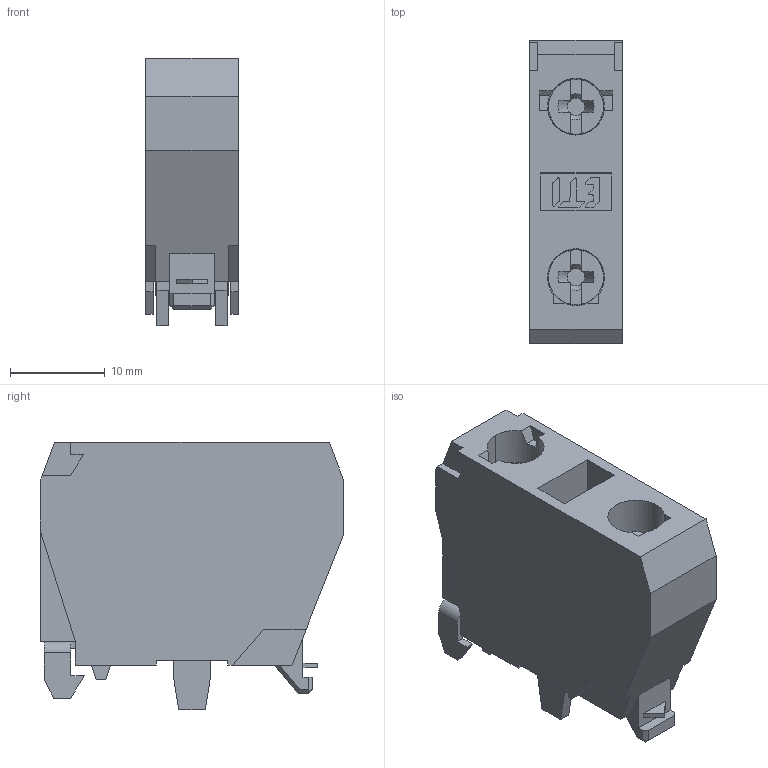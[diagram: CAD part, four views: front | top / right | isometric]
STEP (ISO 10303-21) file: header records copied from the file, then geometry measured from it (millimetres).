
FILE_DESCRIPTION((''),'2;1');
FILE_NAME('004661827_FLBS_PS01_ASM','2021-10-01T',('marketing.praksa'),('Audax d.o.o.'),'CREO PARAMETRIC BY PTC INC, 2017480','CREO PARAMETRIC BY PTC INC, 2017480','');
FILE_SCHEMA(('AUTOMOTIVE_DESIGN { 1 0 10303 214 1 1 1 1 }'));
Length unit declared in the file: inch
Products named in the file (11): PRT9562_1_1_1_1_2_3; VJIAK_1_1_1_1_1; VJIAK_1_2_1_1_1; VJIAK_1_ASM_1_ASM_1_1_ASM; ZELEN_1_1_1_1; BODY_1_1_1_1; PRT9562_1_1_2_1_1_1; PRT9562_1_1_2_2_1_1; PRT9562_1_1_2_3_1_1; PRT9562_1_1_2_ASM_1_1_ASM; 004661827_FLBS_PS01_ASM
Assembly tree (10 placements, depth 3):
  004661827_FLBS_PS01_ASM
    PRT9562_1_1_1_1_2_3
    VJIAK_1_ASM_1_ASM_1_1_ASM
      VJIAK_1_1_1_1_1
      VJIAK_1_2_1_1_1
    ZELEN_1_1_1_1
    BODY_1_1_1_1
    PRT9562_1_1_2_ASM_1_1_ASM
      PRT9562_1_1_2_1_1_1
      PRT9562_1_1_2_2_1_1
      PRT9562_1_1_2_3_1_1
Bounding box: 9.8 x 32 x 28.2 mm (x, y, z)
Volume: 6292.9 mm3; surface area: 3876.2 mm2
Topology: 8 solids, 8 shells, 305 faces, 806 edges, 527 vertices
Faces by surface type: plane 229, cylinder 66, cone 8, extrusion 2
Entity records: 14247 total; most frequent: CARTESIAN_POINT 1928, ORIENTED_EDGE 1612, DIRECTION 1580, PRESENTATION_STYLE_ASSIGNMENT 1014, STYLED_ITEM 1014, CURVE_STYLE 806, EDGE_CURVE 806, VECTOR 610
